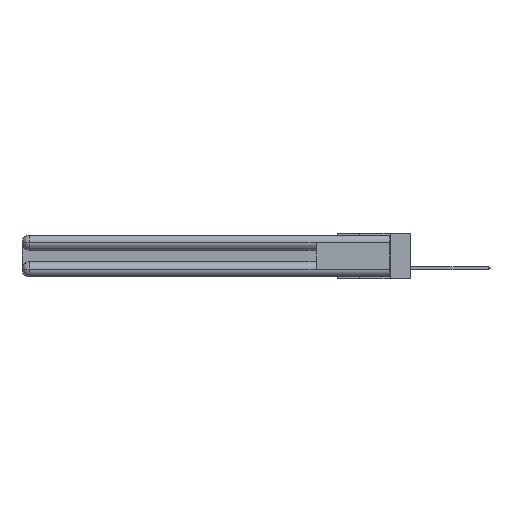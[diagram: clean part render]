
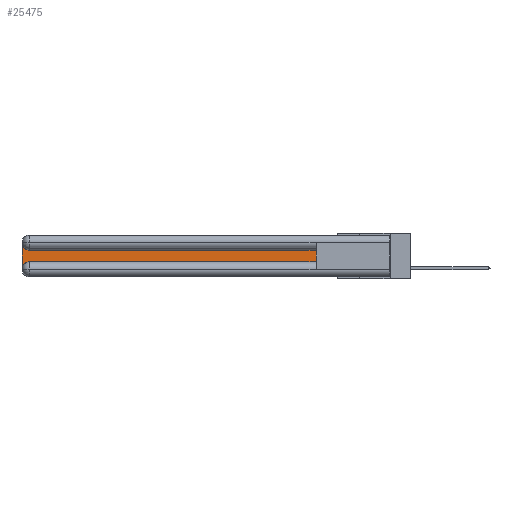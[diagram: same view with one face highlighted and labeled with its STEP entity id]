
A CAD part, left-side view. The second image highlights one B-rep face of the part: STEP entity #25475.
In plain terms, the highlighted planar face has unit normal (-1, 0, 0).
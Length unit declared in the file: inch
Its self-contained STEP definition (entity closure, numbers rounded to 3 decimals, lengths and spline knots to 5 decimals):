
#42 = AXIS2_PLACEMENT_3D ( 'NONE', #29120, #22523, #20063 ) ;
#88 = CIRCLE ( 'NONE', #17187, 0.06 ) ;
#409 = CARTESIAN_POINT ( 'NONE',  ( 0.075, 3., -0.1225 ) ) ;
#2120 = LINE ( 'NONE', #8829, #15104 ) ;
#2911 = DIRECTION ( 'NONE',  ( 0., 0., -1. ) ) ;
#3115 = EDGE_CURVE ( 'NONE', #12290, #26150, #2120, .T. ) ;
#4739 = ORIENTED_EDGE ( 'NONE', *, *, #17635, .T. ) ;
#5088 = ORIENTED_EDGE ( 'NONE', *, *, #28215, .T. ) ;
#5475 = DIRECTION ( 'NONE',  ( 0., 1., 0. ) ) ;
#5811 = EDGE_CURVE ( 'NONE', #26150, #28621, #26444, .T. ) ;
#7134 = CARTESIAN_POINT ( 'NONE',  ( 0.075, 2.94, -0.2175 ) ) ;
#7632 = CARTESIAN_POINT ( 'NONE',  ( 0.075, 3., -0.2175 ) ) ;
#7645 = ORIENTED_EDGE ( 'NONE', *, *, #12654, .T. ) ;
#8208 = EDGE_CURVE ( 'NONE', #22496, #12290, #28606, .T. ) ;
#8829 = CARTESIAN_POINT ( 'NONE',  ( 0.075, 0.6, -0.2175 ) ) ;
#9069 = FACE_OUTER_BOUND ( 'NONE', #12966, .T. ) ;
#9390 = DIRECTION ( 'NONE',  ( 1., 0., 0. ) ) ;
#9787 = CARTESIAN_POINT ( 'NONE',  ( 0.075, 0.6, -0.1225 ) ) ;
#10311 = CARTESIAN_POINT ( 'NONE',  ( 0.075, 0.6, -0.2175 ) ) ;
#10368 = CIRCLE ( 'NONE', #42, 0.06 ) ;
#10585 = DIRECTION ( 'NONE',  ( 0., -1., 0. ) ) ;
#11594 = DIRECTION ( 'NONE',  ( 0., 0., -1. ) ) ;
#11752 = VECTOR ( 'NONE', #18902, 39.37008 ) ;
#12086 = ORIENTED_EDGE ( 'NONE', *, *, #8208, .T. ) ;
#12290 = VERTEX_POINT ( 'NONE', #19999 ) ;
#12654 = EDGE_CURVE ( 'NONE', #16471, #18974, #15258, .T. ) ;
#12966 = EDGE_LOOP ( 'NONE', ( #25040, #5088, #7645, #4739, #12086, #21354 ) ) ;
#13156 = DIRECTION ( 'NONE',  ( 0., 0., 1. ) ) ;
#13639 = PLANE ( 'NONE',  #16363 ) ;
#15104 = VECTOR ( 'NONE', #13156, 39.37008 ) ;
#15258 = LINE ( 'NONE', #7632, #11752 ) ;
#16235 = CARTESIAN_POINT ( 'NONE',  ( 0.075, 2.94, -0.2775 ) ) ;
#16363 = AXIS2_PLACEMENT_3D ( 'NONE', #409, #25044, #11594 ) ;
#16375 = CARTESIAN_POINT ( 'NONE',  ( 0.075, 3., -0.0625 ) ) ;
#16471 = VERTEX_POINT ( 'NONE', #16375 ) ;
#17187 = AXIS2_PLACEMENT_3D ( 'NONE', #16235, #9390, #2911 ) ;
#17635 = EDGE_CURVE ( 'NONE', #18974, #22496, #88, .T. ) ;
#18902 = DIRECTION ( 'NONE',  ( 0., 0., -1. ) ) ;
#18974 = VERTEX_POINT ( 'NONE', #28211 ) ;
#19999 = CARTESIAN_POINT ( 'NONE',  ( 0.075, 0.6, -0.2175 ) ) ;
#20063 = DIRECTION ( 'NONE',  ( 0., 0., -1. ) ) ;
#21354 = ORIENTED_EDGE ( 'NONE', *, *, #3115, .T. ) ;
#22496 = VERTEX_POINT ( 'NONE', #7134 ) ;
#22523 = DIRECTION ( 'NONE',  ( 1., 0., 0. ) ) ;
#22542 = CARTESIAN_POINT ( 'NONE',  ( 0.075, 0.6, -0.1225 ) ) ;
#22609 = VECTOR ( 'NONE', #10585, 39.37008 ) ;
#24312 = VECTOR ( 'NONE', #5475, 39.37008 ) ;
#25040 = ORIENTED_EDGE ( 'NONE', *, *, #5811, .T. ) ;
#25044 = DIRECTION ( 'NONE',  ( 1., 0., 0. ) ) ;
#25475 = ADVANCED_FACE ( 'NONE', ( #9069 ), #13639, .F. ) ;
#26150 = VERTEX_POINT ( 'NONE', #22542 ) ;
#26444 = LINE ( 'NONE', #9787, #24312 ) ;
#28021 = CARTESIAN_POINT ( 'NONE',  ( 0.075, 2.94, -0.1225 ) ) ;
#28211 = CARTESIAN_POINT ( 'NONE',  ( 0.075, 3., -0.2775 ) ) ;
#28215 = EDGE_CURVE ( 'NONE', #28621, #16471, #10368, .T. ) ;
#28606 = LINE ( 'NONE', #10311, #22609 ) ;
#28621 = VERTEX_POINT ( 'NONE', #28021 ) ;
#29120 = CARTESIAN_POINT ( 'NONE',  ( 0.075, 2.94, -0.0625 ) ) ;
